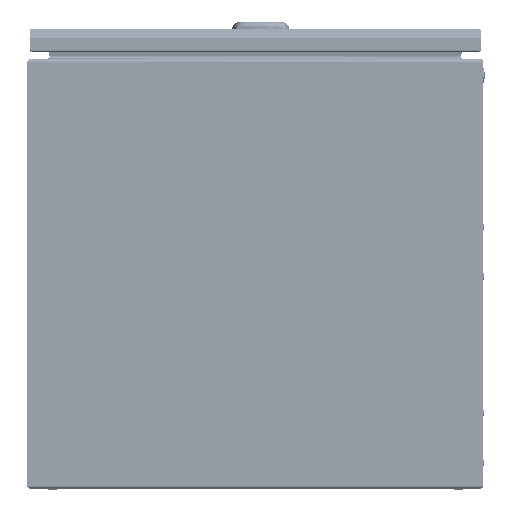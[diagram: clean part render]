
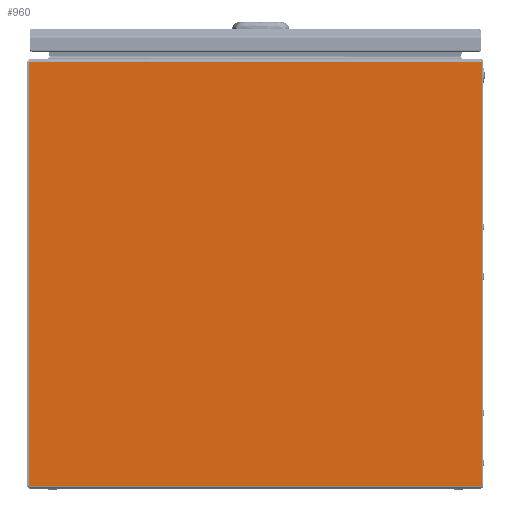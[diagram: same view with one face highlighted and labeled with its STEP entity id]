
A CAD part, left-side view. The second image highlights one B-rep face of the part: STEP entity #960.
In plain terms, the highlighted planar face has unit normal (-1, 0, 0).
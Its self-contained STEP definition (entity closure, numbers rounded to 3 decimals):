
#960=ADVANCED_FACE('',(#7718),#7719,.T.);
#7718=FACE_OUTER_BOUND('',#22023,.T.);
#7719=PLANE('',#22024);
#22023=EDGE_LOOP('',(#71380,#71381,#71382,#71383));
#22024=AXIS2_PLACEMENT_3D('',#71384,#71385,#71386);
#71380=ORIENTED_EDGE('',*,*,#118124,.F.);
#71381=ORIENTED_EDGE('',*,*,#118115,.T.);
#71382=ORIENTED_EDGE('',*,*,#118125,.T.);
#71383=ORIENTED_EDGE('',*,*,#118110,.F.);
#71384=CARTESIAN_POINT('',(-300.0,200.0,0.0));
#71385=DIRECTION('',(-1.0,0.0,0.0));
#71386=DIRECTION('',(0.0,-1.0,0.0));
#118110=EDGE_CURVE('',#134524,#134526,#134527,.T.);
#118115=EDGE_CURVE('',#134534,#134532,#134535,.T.);
#118124=EDGE_CURVE('',#134534,#134524,#134546,.T.);
#118125=EDGE_CURVE('',#134532,#134526,#134547,.T.);
#134524=VERTEX_POINT('',#161321);
#134526=VERTEX_POINT('',#161329);
#134527=LINE('',#161330,#161331);
#134532=VERTEX_POINT('',#161344);
#134534=VERTEX_POINT('',#161352);
#134535=LINE('',#161353,#161354);
#134546=LINE('',#161388,#161389);
#134547=LINE('',#161390,#161391);
#161321=CARTESIAN_POINT('',(-300.0,198.8,373.8));
#161329=CARTESIAN_POINT('',(-300.0,-198.8,373.8));
#161330=CARTESIAN_POINT('',(-300.0,198.8,373.8));
#161331=VECTOR('',#223708,397.6);
#161344=CARTESIAN_POINT('',(-300.0,-198.8,2.4));
#161352=CARTESIAN_POINT('',(-300.0,198.8,2.4));
#161353=CARTESIAN_POINT('',(-300.0,198.8,2.4));
#161354=VECTOR('',#223711,397.6);
#161388=CARTESIAN_POINT('',(-300.0,198.8,2.4));
#161389=VECTOR('',#223717,371.4);
#161390=CARTESIAN_POINT('',(-300.0,-198.8,2.4));
#161391=VECTOR('',#223718,371.4);
#223708=DIRECTION('',(0.0,-1.0,0.0));
#223711=DIRECTION('',(0.0,-1.0,0.0));
#223717=DIRECTION('',(0.0,0.0,1.0));
#223718=DIRECTION('',(0.0,0.0,1.0));
